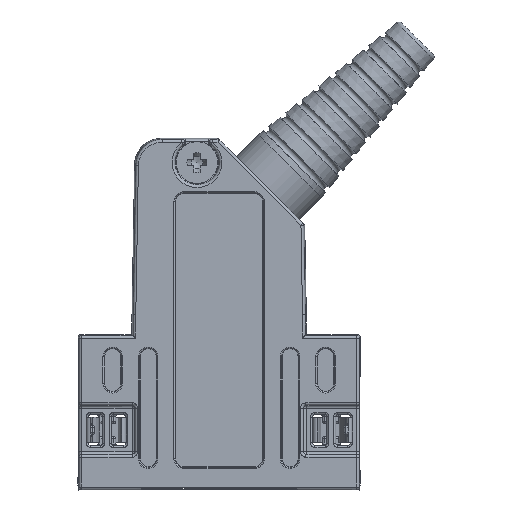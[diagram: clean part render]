
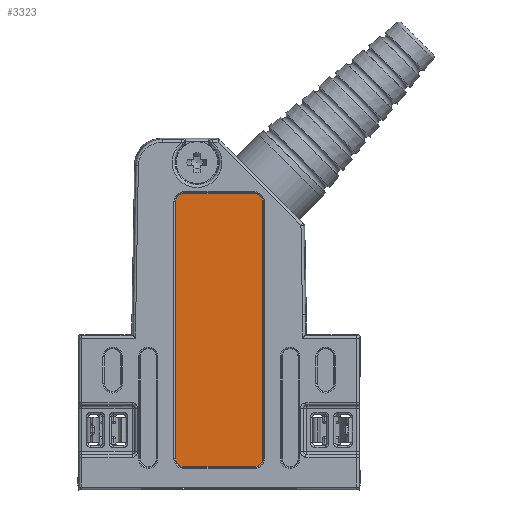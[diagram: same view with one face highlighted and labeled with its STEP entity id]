
A CAD part, top view. The second image highlights one B-rep face of the part: STEP entity #3323.
In plain terms, the highlighted face is planar.
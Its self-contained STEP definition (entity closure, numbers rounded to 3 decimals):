
#3323=ADVANCED_FACE('',(#6332),#4798,.F.);
#4798=PLANE('',#40323);
#6332=FACE_OUTER_BOUND('',#8607,.T.);
#8607=EDGE_LOOP('',(#23403,#23404,#23405,#23406,#23407,#23408,#23409,#23410));
#11724=ELLIPSE('',#40319,0.9,0.9);
#11725=ELLIPSE('',#40320,0.9,0.9);
#11726=ELLIPSE('',#40321,0.9,0.9);
#11727=ELLIPSE('',#40322,0.9,0.9);
#13814=LINE('',#65141,#16420);
#13815=LINE('',#65146,#16421);
#13816=LINE('',#65150,#16422);
#13817=LINE('',#65154,#16423);
#16420=VECTOR('',#48747,1.);
#16421=VECTOR('',#48750,1.);
#16422=VECTOR('',#48753,1.);
#16423=VECTOR('',#48756,1.);
#23403=ORIENTED_EDGE('',*,*,#35066,.T.);
#23404=ORIENTED_EDGE('',*,*,#35067,.T.);
#23405=ORIENTED_EDGE('',*,*,#35068,.T.);
#23406=ORIENTED_EDGE('',*,*,#35069,.T.);
#23407=ORIENTED_EDGE('',*,*,#35070,.T.);
#23408=ORIENTED_EDGE('',*,*,#35071,.T.);
#23409=ORIENTED_EDGE('',*,*,#35072,.T.);
#23410=ORIENTED_EDGE('',*,*,#35073,.T.);
#30522=VERTEX_POINT('',#65142);
#30523=VERTEX_POINT('',#65143);
#30524=VERTEX_POINT('',#65145);
#30525=VERTEX_POINT('',#65147);
#30526=VERTEX_POINT('',#65149);
#30527=VERTEX_POINT('',#65151);
#30528=VERTEX_POINT('',#65153);
#30529=VERTEX_POINT('',#65155);
#35066=EDGE_CURVE('',#30522,#30523,#13814,.T.);
#35067=EDGE_CURVE('',#30523,#30524,#11724,.T.);
#35068=EDGE_CURVE('',#30524,#30525,#13815,.T.);
#35069=EDGE_CURVE('',#30525,#30526,#11725,.T.);
#35070=EDGE_CURVE('',#30526,#30527,#13816,.T.);
#35071=EDGE_CURVE('',#30527,#30528,#11726,.T.);
#35072=EDGE_CURVE('',#30528,#30529,#13817,.T.);
#35073=EDGE_CURVE('',#30529,#30522,#11727,.T.);
#40319=AXIS2_PLACEMENT_3D('',#65144,#48748,#48749);
#40320=AXIS2_PLACEMENT_3D('',#65148,#48751,#48752);
#40321=AXIS2_PLACEMENT_3D('',#65152,#48754,#48755);
#40322=AXIS2_PLACEMENT_3D('',#65156,#48757,#48758);
#40323=AXIS2_PLACEMENT_3D('',#65157,#48759,#48760);
#48747=DIRECTION('',(0.,-1.,0.));
#48748=DIRECTION('',(0.,0.,-1.));
#48749=DIRECTION('',(0.707,-0.707,0.));
#48750=DIRECTION('',(-1.,0.,0.));
#48751=DIRECTION('',(0.,0.,-1.));
#48752=DIRECTION('',(-0.707,-0.707,0.));
#48753=DIRECTION('',(0.,1.,0.));
#48754=DIRECTION('',(0.,0.,-1.));
#48755=DIRECTION('',(-0.707,0.707,0.));
#48756=DIRECTION('',(1.,0.,0.));
#48757=DIRECTION('',(0.,0.,-1.));
#48758=DIRECTION('',(0.707,0.707,0.));
#48759=DIRECTION('',(0.,0.,1.));
#48760=DIRECTION('',(1.,0.,0.));
#65141=CARTESIAN_POINT('',(4.898,0.,0.2));
#65142=CARTESIAN_POINT('',(4.898,-7.002,0.2));
#65143=CARTESIAN_POINT('',(4.898,-35.998,0.2));
#65144=CARTESIAN_POINT('',(3.998,-35.998,0.2));
#65145=CARTESIAN_POINT('',(3.998,-36.898,0.2));
#65146=CARTESIAN_POINT('',(0.,-36.898,0.2));
#65147=CARTESIAN_POINT('',(-3.998,-36.898,0.2));
#65148=CARTESIAN_POINT('',(-3.998,-35.998,0.2));
#65149=CARTESIAN_POINT('',(-4.898,-35.998,0.2));
#65150=CARTESIAN_POINT('',(-4.898,0.,0.2));
#65151=CARTESIAN_POINT('',(-4.898,-7.002,0.2));
#65152=CARTESIAN_POINT('',(-3.998,-7.002,0.2));
#65153=CARTESIAN_POINT('',(-3.998,-6.102,0.2));
#65154=CARTESIAN_POINT('',(0.,-6.102,0.2));
#65155=CARTESIAN_POINT('',(3.998,-6.102,0.2));
#65156=CARTESIAN_POINT('',(3.998,-7.002,0.2));
#65157=CARTESIAN_POINT('',(0.,0.,0.2));
